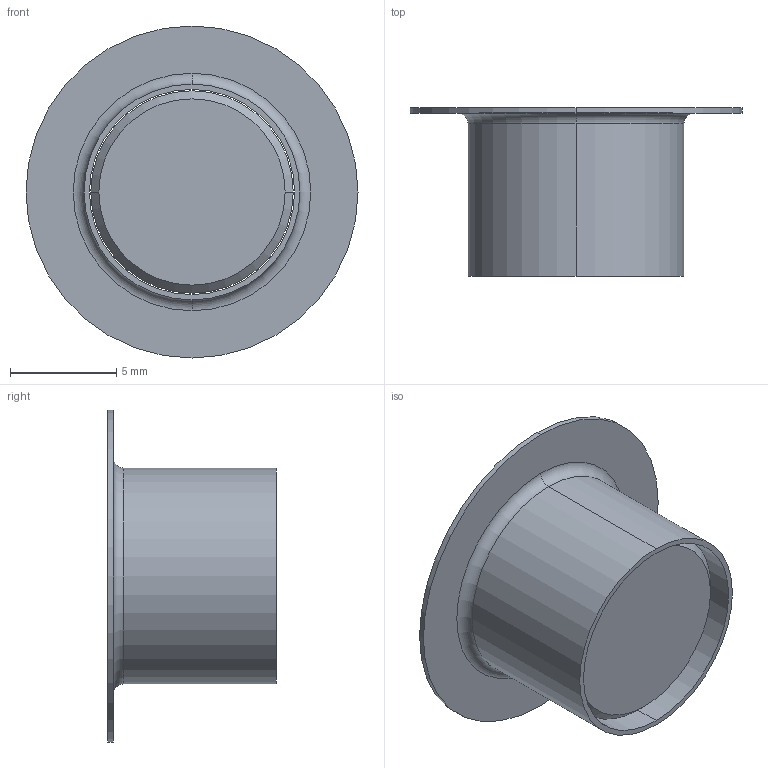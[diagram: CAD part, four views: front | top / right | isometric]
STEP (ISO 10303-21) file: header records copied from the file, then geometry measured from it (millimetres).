
FILE_DESCRIPTION (( 'STEP AP203' ), '1' );
FILE_NAME ('9711000.STEP', '2010-07-15T18:31:37', ( 'MIS' ), ( 'ISI INSULATORSEAL' ), 'SwSTEP 2.0', 'SolidWorks 2008', '' );
FILE_SCHEMA (( 'CONFIG_CONTROL_DESIGN' ));
Length unit declared in the file: inch
Products named in the file (3): 9711000; 0028712B; 0066405B
Assembly tree (2 placements, depth 2):
  9711000
    0028712B
    0066405B
Bounding box: 15.62 x 7.92 x 15.62 mm (x, y, z)
Volume: 197.8 mm3; surface area: 896.3 mm2
Topology: 2 solids, 2 shells, 21 faces, 40 edges, 24 vertices
Faces by surface type: cylinder 8, plane 5, cone 4, torus 4
Entity records: 853 total; most frequent: DIRECTION 120, CARTESIAN_POINT 90, ORIENTED_EDGE 80, AXIS2_PLACEMENT_3D 54, EDGE_CURVE 40, CIRCLE 28, PERSON_AND_ORGANIZATION 26, EDGE_LOOP 24
